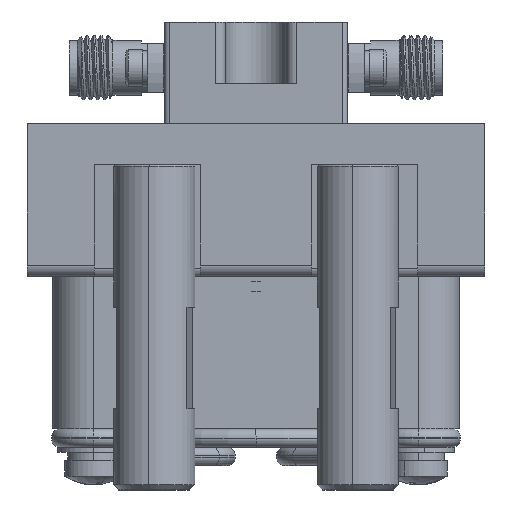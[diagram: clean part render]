
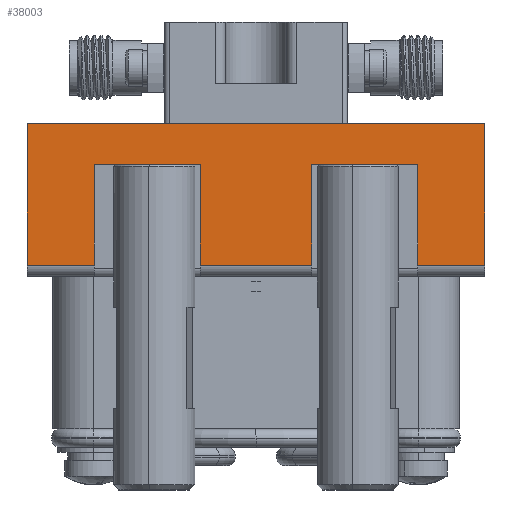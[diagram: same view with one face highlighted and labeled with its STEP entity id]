
A CAD part, front view. The second image highlights one B-rep face of the part: STEP entity #38003.
In plain terms, the highlighted planar face has unit normal (0, -1, 0).
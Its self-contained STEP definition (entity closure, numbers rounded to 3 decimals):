
#3092 = DIRECTION ( 'NONE',  ( 0., 0., 1. ) ) ;
#4151 = VERTEX_POINT ( 'NONE', #76050 ) ;
#4499 = LINE ( 'NONE', #51887, #42891 ) ;
#7082 = DIRECTION ( 'NONE',  ( 0., 0., 1. ) ) ;
#8127 = CARTESIAN_POINT ( 'NONE',  ( -15.9, -30., -59. ) ) ;
#8627 = LINE ( 'NONE', #8127, #95503 ) ;
#11425 = EDGE_CURVE ( 'NONE', #98259, #24174, #57560, .T. ) ;
#11625 = VECTOR ( 'NONE', #60586, 1000. ) ;
#13116 = CARTESIAN_POINT ( 'NONE',  ( 5.5, -30., -23.9 ) ) ;
#13260 = CARTESIAN_POINT ( 'NONE',  ( -5.5, -30., -59. ) ) ;
#14009 = EDGE_CURVE ( 'NONE', #4151, #73257, #25857, .T. ) ;
#17702 = VERTEX_POINT ( 'NONE', #19939 ) ;
#18358 = EDGE_CURVE ( 'NONE', #4151, #53617, #83507, .T. ) ;
#18676 = CARTESIAN_POINT ( 'NONE',  ( 5.5, -30., -59. ) ) ;
#18805 = ORIENTED_EDGE ( 'NONE', *, *, #79504, .F. ) ;
#19582 = CARTESIAN_POINT ( 'NONE',  ( 22.5, -30., -10. ) ) ;
#19692 = CARTESIAN_POINT ( 'NONE',  ( 22.5, -30., -23.9 ) ) ;
#19939 = CARTESIAN_POINT ( 'NONE',  ( -15.9, -30., -14. ) ) ;
#19957 = VECTOR ( 'NONE', #100908, 1000. ) ;
#20385 = ORIENTED_EDGE ( 'NONE', *, *, #43844, .T. ) ;
#20413 = VERTEX_POINT ( 'NONE', #73659 ) ;
#21397 = LINE ( 'NONE', #68815, #67082 ) ;
#22568 = EDGE_CURVE ( 'NONE', #56903, #50025, #51804, .T. ) ;
#24174 = VERTEX_POINT ( 'NONE', #65518 ) ;
#25103 = CARTESIAN_POINT ( 'NONE',  ( 22.5, -30., -10. ) ) ;
#25857 = LINE ( 'NONE', #19582, #52585 ) ;
#27487 = EDGE_CURVE ( 'NONE', #80804, #56903, #4499, .T. ) ;
#30708 = ORIENTED_EDGE ( 'NONE', *, *, #18358, .F. ) ;
#30850 = VECTOR ( 'NONE', #34604, 1000. ) ;
#31064 = ORIENTED_EDGE ( 'NONE', *, *, #14009, .T. ) ;
#33640 = EDGE_CURVE ( 'NONE', #73257, #52319, #21397, .T. ) ;
#33931 = DIRECTION ( 'NONE',  ( -1., 0., 0. ) ) ;
#34604 = DIRECTION ( 'NONE',  ( 0., 0., 1. ) ) ;
#34937 = ORIENTED_EDGE ( 'NONE', *, *, #27487, .F. ) ;
#36362 = DIRECTION ( 'NONE',  ( -1., 0., 0. ) ) ;
#36623 = CARTESIAN_POINT ( 'NONE',  ( 22.5, -30., -10. ) ) ;
#38003 = ADVANCED_FACE ( 'NONE', ( #65207 ), #89193, .F. ) ;
#38413 = CARTESIAN_POINT ( 'NONE',  ( -22.5, -30., -10. ) ) ;
#39548 = VECTOR ( 'NONE', #3092, 1000. ) ;
#41272 = DIRECTION ( 'NONE',  ( 0., 1., 0. ) ) ;
#42891 = VECTOR ( 'NONE', #68039, 1000. ) ;
#42962 = CARTESIAN_POINT ( 'NONE',  ( 15.9, -30., -14. ) ) ;
#43844 = EDGE_CURVE ( 'NONE', #96611, #17702, #8627, .T. ) ;
#44117 = CARTESIAN_POINT ( 'NONE',  ( 22.5, -30., -23.9 ) ) ;
#46530 = ORIENTED_EDGE ( 'NONE', *, *, #11425, .F. ) ;
#47558 = CARTESIAN_POINT ( 'NONE',  ( -5.5, -30., -14. ) ) ;
#48240 = CARTESIAN_POINT ( 'NONE',  ( -15.9, -30., -23.9 ) ) ;
#49978 = LINE ( 'NONE', #18676, #39548 ) ;
#50025 = VERTEX_POINT ( 'NONE', #91046 ) ;
#50293 = ORIENTED_EDGE ( 'NONE', *, *, #95281, .T. ) ;
#51804 = LINE ( 'NONE', #13260, #30850 ) ;
#51887 = CARTESIAN_POINT ( 'NONE',  ( 22.5, -30., -23.9 ) ) ;
#52319 = VERTEX_POINT ( 'NONE', #67654 ) ;
#52585 = VECTOR ( 'NONE', #82092, 1000. ) ;
#53617 = VERTEX_POINT ( 'NONE', #69095 ) ;
#54185 = EDGE_CURVE ( 'NONE', #20413, #98259, #58449, .T. ) ;
#55070 = VECTOR ( 'NONE', #68332, 1000. ) ;
#56903 = VERTEX_POINT ( 'NONE', #86934 ) ;
#57560 = LINE ( 'NONE', #42962, #87420 ) ;
#58449 = LINE ( 'NONE', #59494, #55070 ) ;
#59262 = ORIENTED_EDGE ( 'NONE', *, *, #22568, .F. ) ;
#59494 = CARTESIAN_POINT ( 'NONE',  ( 15.9, -30., -59. ) ) ;
#59917 = ORIENTED_EDGE ( 'NONE', *, *, #97447, .F. ) ;
#60267 = LINE ( 'NONE', #44117, #19957 ) ;
#60586 = DIRECTION ( 'NONE',  ( 0., 0., -1. ) ) ;
#62955 = AXIS2_PLACEMENT_3D ( 'NONE', #25103, #41272, #33931 ) ;
#65207 = FACE_OUTER_BOUND ( 'NONE', #71768, .T. ) ;
#65518 = CARTESIAN_POINT ( 'NONE',  ( 5.5, -30., -14. ) ) ;
#65881 = DIRECTION ( 'NONE',  ( -1., 0., 0. ) ) ;
#67082 = VECTOR ( 'NONE', #92283, 1000. ) ;
#67654 = CARTESIAN_POINT ( 'NONE',  ( -22.5, -30., -23.9 ) ) ;
#68039 = DIRECTION ( 'NONE',  ( -1., 0., 0. ) ) ;
#68332 = DIRECTION ( 'NONE',  ( 0., 0., 1. ) ) ;
#68815 = CARTESIAN_POINT ( 'NONE',  ( -22.5, -30., -10. ) ) ;
#69095 = CARTESIAN_POINT ( 'NONE',  ( 22.5, -30., -23.9 ) ) ;
#71517 = LINE ( 'NONE', #47558, #72135 ) ;
#71768 = EDGE_LOOP ( 'NONE', ( #50293, #46530, #95925, #59917, #30708, #31064, #93233, #88637, #20385, #18805, #59262, #34937 ) ) ;
#72135 = VECTOR ( 'NONE', #72527, 1000. ) ;
#72527 = DIRECTION ( 'NONE',  ( -1., 0., 0. ) ) ;
#73054 = EDGE_CURVE ( 'NONE', #96611, #52319, #90556, .T. ) ;
#73257 = VERTEX_POINT ( 'NONE', #38413 ) ;
#73659 = CARTESIAN_POINT ( 'NONE',  ( 15.9, -30., -23.9 ) ) ;
#76050 = CARTESIAN_POINT ( 'NONE',  ( 22.5, -30., -10. ) ) ;
#79504 = EDGE_CURVE ( 'NONE', #50025, #17702, #71517, .T. ) ;
#80804 = VERTEX_POINT ( 'NONE', #13116 ) ;
#82092 = DIRECTION ( 'NONE',  ( -1., 0., 0. ) ) ;
#83507 = LINE ( 'NONE', #36623, #11625 ) ;
#86934 = CARTESIAN_POINT ( 'NONE',  ( -5.5, -30., -23.9 ) ) ;
#87420 = VECTOR ( 'NONE', #65881, 1000. ) ;
#88021 = VECTOR ( 'NONE', #36362, 1000. ) ;
#88637 = ORIENTED_EDGE ( 'NONE', *, *, #73054, .F. ) ;
#89193 = PLANE ( 'NONE',  #62955 ) ;
#90288 = CARTESIAN_POINT ( 'NONE',  ( 15.9, -30., -14. ) ) ;
#90556 = LINE ( 'NONE', #19692, #88021 ) ;
#91046 = CARTESIAN_POINT ( 'NONE',  ( -5.5, -30., -14. ) ) ;
#92283 = DIRECTION ( 'NONE',  ( 0., 0., -1. ) ) ;
#93233 = ORIENTED_EDGE ( 'NONE', *, *, #33640, .T. ) ;
#95281 = EDGE_CURVE ( 'NONE', #80804, #24174, #49978, .T. ) ;
#95503 = VECTOR ( 'NONE', #7082, 1000. ) ;
#95925 = ORIENTED_EDGE ( 'NONE', *, *, #54185, .F. ) ;
#96611 = VERTEX_POINT ( 'NONE', #48240 ) ;
#97447 = EDGE_CURVE ( 'NONE', #53617, #20413, #60267, .T. ) ;
#98259 = VERTEX_POINT ( 'NONE', #90288 ) ;
#100908 = DIRECTION ( 'NONE',  ( -1., 0., 0. ) ) ;
